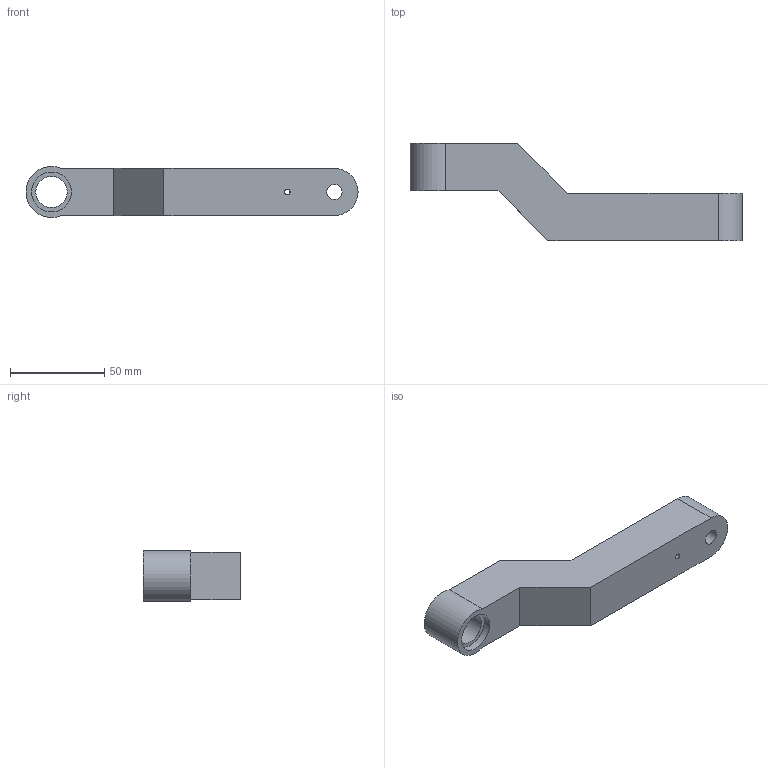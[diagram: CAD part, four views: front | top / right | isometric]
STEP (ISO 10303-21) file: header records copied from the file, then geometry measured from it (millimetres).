
FILE_DESCRIPTION((''),'2;1');
FILE_NAME('xy forearm.ipt.step','2013-10-18T14:32:09',(''),(''),'Autodesk Inventor 2013','Autodesk Inventor 2013','');
FILE_SCHEMA(('AUTOMOTIVE_DESIGN { 1 0 10303 214 1 1 1 1 }'));
Length unit declared in the file: millimetre
Products named in the file (1): xy forearm
Bounding box: 176 x 51.5 x 27.06 mm (x, y, z)
Volume: 106199.4 mm3; surface area: 20971.6 mm2
Topology: 1 solids, 1 shells, 17 faces, 39 edges, 26 vertices
Faces by surface type: plane 10, cylinder 7
Full cylindrical faces by diameter (mm): 3 x1, 8.1 x1, 16.6 x1, 21.1 x2
Entity records: 500 total; most frequent: DIRECTION 84, CARTESIAN_POINT 78, ORIENTED_EDGE 68, EDGE_CURVE 34, AXIS2_PLACEMENT_3D 32, EDGE_LOOP 30, VERTEX_POINT 26, VECTOR 20
